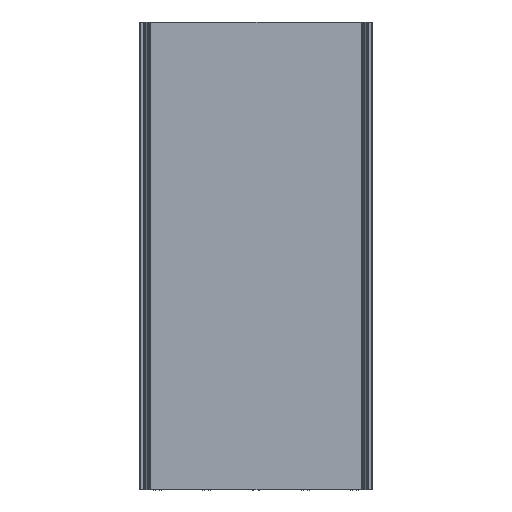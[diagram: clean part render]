
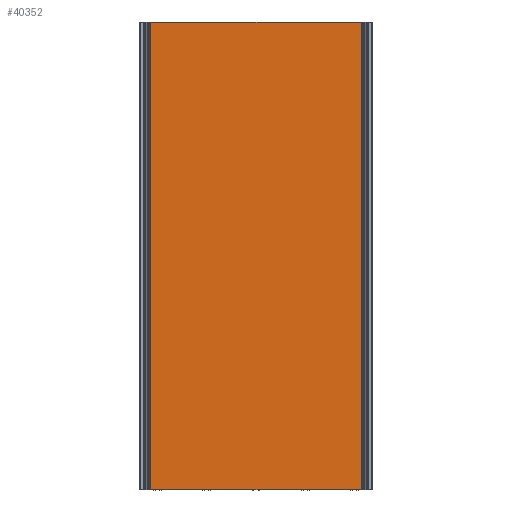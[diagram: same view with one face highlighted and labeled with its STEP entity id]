
A CAD part, top view. The second image highlights one B-rep face of the part: STEP entity #40352.
In plain terms, the highlighted planar face has unit normal (0, 0, 1).
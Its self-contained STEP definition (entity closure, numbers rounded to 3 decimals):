
#72 = PLANE('',#73);
#73 = AXIS2_PLACEMENT_3D('',#74,#75,#76);
#74 = CARTESIAN_POINT('',(2849.525,-5779.159,
    -28.495));
#75 = DIRECTION('',(0.,-1.,0.));
#76 = DIRECTION('',(0.,0.,-1.));
#126 = PLANE('',#127);
#127 = AXIS2_PLACEMENT_3D('',#128,#129,#130);
#128 = CARTESIAN_POINT('',(2849.525,-4499.159,
    -28.495));
#129 = DIRECTION('',(0.,1.,0.));
#130 = DIRECTION('',(1.,0.,0.));
#14350 = VERTEX_POINT('',#14351);
#14351 = CARTESIAN_POINT('',(3136.877,-5779.159,
    -40.968));
#14365 = PLANE('',#14366);
#14366 = AXIS2_PLACEMENT_3D('',#14367,#14368,#14369);
#14367 = CARTESIAN_POINT('',(3138.187,-5139.159,
    -40.824));
#14368 = DIRECTION('',(-0.11,0.,0.994)
  );
#14369 = DIRECTION('',(0.994,0.,0.11)
  );
#14377 = EDGE_CURVE('',#14378,#14350,#14380,.T.);
#14378 = VERTEX_POINT('',#14379);
#14379 = CARTESIAN_POINT('',(2562.173,-5779.159,
    -40.968));
#14380 = SURFACE_CURVE('',#14381,(#14385,#14392),.PCURVE_S1.);
#14381 = LINE('',#14382,#14383);
#14382 = CARTESIAN_POINT('',(2562.173,-5779.159,
    -40.968));
#14383 = VECTOR('',#14384,1.);
#14384 = DIRECTION('',(1.,0.,0.));
#14385 = PCURVE('',#72,#14386);
#14386 = DEFINITIONAL_REPRESENTATION('',(#14387),#14391);
#14387 = LINE('',#14388,#14389);
#14388 = CARTESIAN_POINT('',(12.473,-287.352));
#14389 = VECTOR('',#14390,1.);
#14390 = DIRECTION('',(0.,1.));
#14391 = ( GEOMETRIC_REPRESENTATION_CONTEXT(2) 
PARAMETRIC_REPRESENTATION_CONTEXT() REPRESENTATION_CONTEXT('2D SPACE',''
  ) );
#14392 = PCURVE('',#14393,#14398);
#14393 = PLANE('',#14394);
#14394 = AXIS2_PLACEMENT_3D('',#14395,#14396,#14397);
#14395 = CARTESIAN_POINT('',(2849.525,-5139.159,
    -40.968));
#14396 = DIRECTION('',(0.,0.,1.));
#14397 = DIRECTION('',(1.,0.,0.));
#14398 = DEFINITIONAL_REPRESENTATION('',(#14399),#14403);
#14399 = LINE('',#14400,#14401);
#14400 = CARTESIAN_POINT('',(-287.352,-640.));
#14401 = VECTOR('',#14402,1.);
#14402 = DIRECTION('',(1.,0.));
#14403 = ( GEOMETRIC_REPRESENTATION_CONTEXT(2) 
PARAMETRIC_REPRESENTATION_CONTEXT() REPRESENTATION_CONTEXT('2D SPACE',''
  ) );
#14421 = PLANE('',#14422);
#14422 = AXIS2_PLACEMENT_3D('',#14423,#14424,#14425);
#14423 = CARTESIAN_POINT('',(2560.863,-5139.159,
    -40.824));
#14424 = DIRECTION('',(0.11,0.,0.994)
  );
#14425 = DIRECTION('',(0.994,0.,-0.11));
#15817 = VERTEX_POINT('',#15818);
#15818 = CARTESIAN_POINT('',(2562.173,-4499.159,
    -40.968));
#15839 = EDGE_CURVE('',#15840,#15817,#15842,.T.);
#15840 = VERTEX_POINT('',#15841);
#15841 = CARTESIAN_POINT('',(3136.877,-4499.159,
    -40.968));
#15842 = SURFACE_CURVE('',#15843,(#15847,#15854),.PCURVE_S1.);
#15843 = LINE('',#15844,#15845);
#15844 = CARTESIAN_POINT('',(3136.877,-4499.159,
    -40.968));
#15845 = VECTOR('',#15846,1.);
#15846 = DIRECTION('',(-1.,0.,0.));
#15847 = PCURVE('',#126,#15848);
#15848 = DEFINITIONAL_REPRESENTATION('',(#15849),#15853);
#15849 = LINE('',#15850,#15851);
#15850 = CARTESIAN_POINT('',(287.352,12.473));
#15851 = VECTOR('',#15852,1.);
#15852 = DIRECTION('',(-1.,0.));
#15853 = ( GEOMETRIC_REPRESENTATION_CONTEXT(2) 
PARAMETRIC_REPRESENTATION_CONTEXT() REPRESENTATION_CONTEXT('2D SPACE',''
  ) );
#15854 = PCURVE('',#14393,#15855);
#15855 = DEFINITIONAL_REPRESENTATION('',(#15856),#15860);
#15856 = LINE('',#15857,#15858);
#15857 = CARTESIAN_POINT('',(287.352,640.));
#15858 = VECTOR('',#15859,1.);
#15859 = DIRECTION('',(-1.,0.));
#15860 = ( GEOMETRIC_REPRESENTATION_CONTEXT(2) 
PARAMETRIC_REPRESENTATION_CONTEXT() REPRESENTATION_CONTEXT('2D SPACE',''
  ) );
#27296 = EDGE_CURVE('',#15817,#14378,#27297,.T.);
#27297 = SURFACE_CURVE('',#27298,(#27302,#27309),.PCURVE_S1.);
#27298 = LINE('',#27299,#27300);
#27299 = CARTESIAN_POINT('',(2562.173,-5139.159,
    -40.968));
#27300 = VECTOR('',#27301,1.);
#27301 = DIRECTION('',(0.,-1.,0.));
#27302 = PCURVE('',#14421,#27303);
#27303 = DEFINITIONAL_REPRESENTATION('',(#27304),#27308);
#27304 = LINE('',#27305,#27306);
#27305 = CARTESIAN_POINT('',(1.318,0.));
#27306 = VECTOR('',#27307,1.);
#27307 = DIRECTION('',(0.,-1.));
#27308 = ( GEOMETRIC_REPRESENTATION_CONTEXT(2) 
PARAMETRIC_REPRESENTATION_CONTEXT() REPRESENTATION_CONTEXT('2D SPACE',''
  ) );
#27309 = PCURVE('',#14393,#27310);
#27310 = DEFINITIONAL_REPRESENTATION('',(#27311),#27315);
#27311 = LINE('',#27312,#27313);
#27312 = CARTESIAN_POINT('',(-287.352,0.));
#27313 = VECTOR('',#27314,1.);
#27314 = DIRECTION('',(0.,-1.));
#27315 = ( GEOMETRIC_REPRESENTATION_CONTEXT(2) 
PARAMETRIC_REPRESENTATION_CONTEXT() REPRESENTATION_CONTEXT('2D SPACE',''
  ) );
#27343 = EDGE_CURVE('',#15840,#14350,#27344,.T.);
#27344 = SURFACE_CURVE('',#27345,(#27349,#27356),.PCURVE_S1.);
#27345 = LINE('',#27346,#27347);
#27346 = CARTESIAN_POINT('',(3136.877,-4499.159,
    -40.968));
#27347 = VECTOR('',#27348,1.);
#27348 = DIRECTION('',(0.,-1.,0.));
#27349 = PCURVE('',#14365,#27350);
#27350 = DEFINITIONAL_REPRESENTATION('',(#27351),#27355);
#27351 = LINE('',#27352,#27353);
#27352 = CARTESIAN_POINT('',(-1.318,640.));
#27353 = VECTOR('',#27354,1.);
#27354 = DIRECTION('',(0.,-1.));
#27355 = ( GEOMETRIC_REPRESENTATION_CONTEXT(2) 
PARAMETRIC_REPRESENTATION_CONTEXT() REPRESENTATION_CONTEXT('2D SPACE',''
  ) );
#27356 = PCURVE('',#14393,#27357);
#27357 = DEFINITIONAL_REPRESENTATION('',(#27358),#27362);
#27358 = LINE('',#27359,#27360);
#27359 = CARTESIAN_POINT('',(287.352,640.));
#27360 = VECTOR('',#27361,1.);
#27361 = DIRECTION('',(0.,-1.));
#27362 = ( GEOMETRIC_REPRESENTATION_CONTEXT(2) 
PARAMETRIC_REPRESENTATION_CONTEXT() REPRESENTATION_CONTEXT('2D SPACE',''
  ) );
#40352 = ADVANCED_FACE('',(#40353),#14393,.T.);
#40353 = FACE_BOUND('',#40354,.T.);
#40354 = EDGE_LOOP('',(#40355,#40356,#40357,#40358));
#40355 = ORIENTED_EDGE('',*,*,#27343,.F.);
#40356 = ORIENTED_EDGE('',*,*,#15839,.T.);
#40357 = ORIENTED_EDGE('',*,*,#27296,.T.);
#40358 = ORIENTED_EDGE('',*,*,#14377,.T.);
